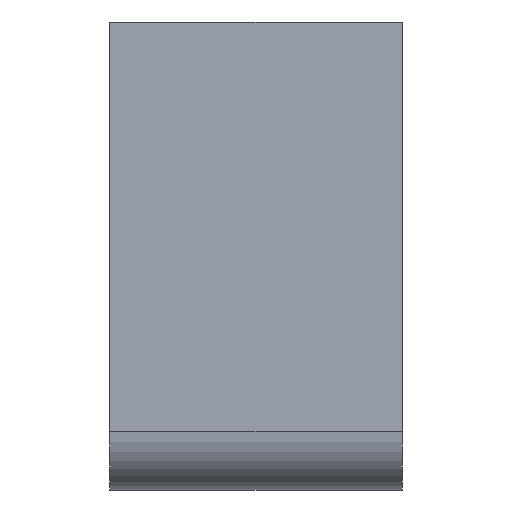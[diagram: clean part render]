
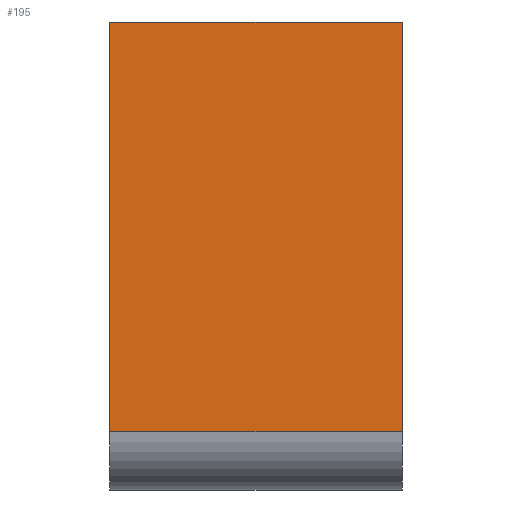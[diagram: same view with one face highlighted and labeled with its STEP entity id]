
A CAD part, front view. The second image highlights one B-rep face of the part: STEP entity #195.
In plain terms, the highlighted planar face has unit normal (0, -1, 0).
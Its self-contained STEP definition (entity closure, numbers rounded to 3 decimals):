
#84=ORIENTED_EDGE('',*,*,#118,.T.);
#85=ORIENTED_EDGE('',*,*,#120,.T.);
#86=ORIENTED_EDGE('',*,*,#121,.F.);
#87=ORIENTED_EDGE('',*,*,#122,.F.);
#118=EDGE_CURVE('',#137,#136,#146,.T.);
#120=EDGE_CURVE('',#136,#138,#148,.T.);
#121=EDGE_CURVE('',#139,#138,#149,.T.);
#122=EDGE_CURVE('',#137,#139,#150,.T.);
#136=VERTEX_POINT('',#325);
#137=VERTEX_POINT('',#327);
#138=VERTEX_POINT('',#331);
#139=VERTEX_POINT('',#333);
#146=LINE('',#326,#160);
#148=LINE('',#330,#162);
#149=LINE('',#332,#163);
#150=LINE('',#334,#164);
#160=VECTOR('',#253,1000.);
#162=VECTOR('',#257,1000.);
#163=VECTOR('',#258,1000.);
#164=VECTOR('',#259,1000.);
#173=EDGE_LOOP('',(#84,#85,#86,#87));
#181=FACE_BOUND('',#173,.T.);
#189=PLANE('',#218);
#195=ADVANCED_FACE('',(#181),#189,.F.);
#218=AXIS2_PLACEMENT_3D('',#329,#255,#256);
#253=DIRECTION('',(0.,0.,-1.));
#255=DIRECTION('',(0.,1.,0.));
#256=DIRECTION('',(0.,0.,1.));
#257=DIRECTION('',(1.,0.,0.));
#258=DIRECTION('',(0.,0.,-1.));
#259=DIRECTION('',(1.,0.,0.));
#325=CARTESIAN_POINT('',(0.,0.,2.));
#326=CARTESIAN_POINT('',(0.,0.,16.));
#327=CARTESIAN_POINT('',(0.,0.,16.));
#329=CARTESIAN_POINT('',(0.,0.,16.));
#330=CARTESIAN_POINT('',(0.,0.,2.));
#331=CARTESIAN_POINT('',(10.,0.,2.));
#332=CARTESIAN_POINT('',(10.,0.,16.));
#333=CARTESIAN_POINT('',(10.,0.,16.));
#334=CARTESIAN_POINT('',(0.,0.,16.));
